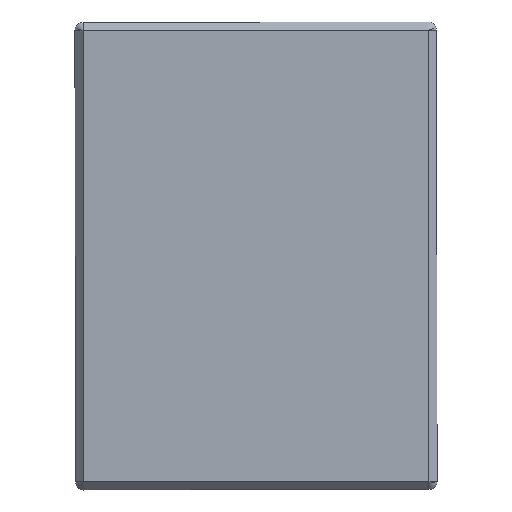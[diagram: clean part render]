
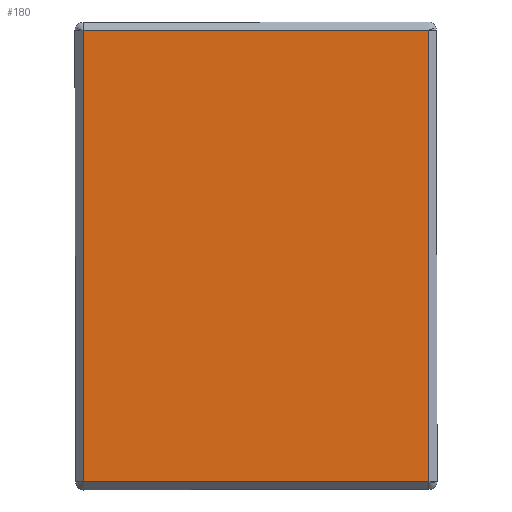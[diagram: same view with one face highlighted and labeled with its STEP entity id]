
A CAD part, top view. The second image highlights one B-rep face of the part: STEP entity #180.
In plain terms, the highlighted planar face has unit normal (0, 0, 1).
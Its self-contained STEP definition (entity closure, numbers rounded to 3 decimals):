
#21 = AXIS2_PLACEMENT_3D ( 'NONE', #719, #270, #284 ) ;
#23 = ORIENTED_EDGE ( 'NONE', *, *, #1212, .F. ) ;
#60 = CARTESIAN_POINT ( 'NONE',  ( -10.632, 13.862, 78.408 ) ) ;
#101 = DIRECTION ( 'NONE',  ( 1., 0.001, 0. ) ) ;
#106 = LINE ( 'NONE', #1255, #1069 ) ;
#110 = ORIENTED_EDGE ( 'NONE', *, *, #1046, .F. ) ;
#180 = ADVANCED_FACE ( 'NONE', ( #856 ), #404, .F. ) ;
#207 = DIRECTION ( 'NONE',  ( 0.001, -1., 0. ) ) ;
#270 = DIRECTION ( 'NONE',  ( 0., 0., -1. ) ) ;
#284 = DIRECTION ( 'NONE',  ( -1., 0., 0. ) ) ;
#311 = VECTOR ( 'NONE', #793, 1000. ) ;
#325 = EDGE_CURVE ( 'NONE', #684, #1251, #1109, .T. ) ;
#334 = CARTESIAN_POINT ( 'NONE',  ( 10.662, -13.883, 78.408 ) ) ;
#341 = CARTESIAN_POINT ( 'NONE',  ( -10.593, -13.913, 78.408 ) ) ;
#346 = CARTESIAN_POINT ( 'NONE',  ( -10.593, -13.913, 78.408 ) ) ;
#367 = VERTEX_POINT ( 'NONE', #346 ) ;
#404 = PLANE ( 'NONE',  #21 ) ;
#434 = CARTESIAN_POINT ( 'NONE',  ( 10.623, 13.892, 78.408 ) ) ;
#630 = VERTEX_POINT ( 'NONE', #60 ) ;
#677 = EDGE_LOOP ( 'NONE', ( #110, #1057, #23, #1137 ) ) ;
#684 = VERTEX_POINT ( 'NONE', #1198 ) ;
#719 = CARTESIAN_POINT ( 'NONE',  ( 1.115, 0.305, 78.408 ) ) ;
#742 = DIRECTION ( 'NONE',  ( -1., -0.001, 0. ) ) ;
#793 = DIRECTION ( 'NONE',  ( -0.001, 1., 0. ) ) ;
#856 = FACE_OUTER_BOUND ( 'NONE', #677, .T. ) ;
#881 = LINE ( 'NONE', #1417, #1440 ) ;
#997 = VECTOR ( 'NONE', #207, 1000. ) ;
#1046 = EDGE_CURVE ( 'NONE', #1251, #367, #881, .T. ) ;
#1057 = ORIENTED_EDGE ( 'NONE', *, *, #325, .F. ) ;
#1069 = VECTOR ( 'NONE', #101, 1000. ) ;
#1109 = LINE ( 'NONE', #434, #997 ) ;
#1137 = ORIENTED_EDGE ( 'NONE', *, *, #1272, .F. ) ;
#1198 = CARTESIAN_POINT ( 'NONE',  ( 10.623, 13.892, 78.408 ) ) ;
#1212 = EDGE_CURVE ( 'NONE', #630, #684, #106, .T. ) ;
#1251 = VERTEX_POINT ( 'NONE', #334 ) ;
#1255 = CARTESIAN_POINT ( 'NONE',  ( -10.632, 13.862, 78.408 ) ) ;
#1272 = EDGE_CURVE ( 'NONE', #367, #630, #1355, .T. ) ;
#1355 = LINE ( 'NONE', #341, #311 ) ;
#1417 = CARTESIAN_POINT ( 'NONE',  ( 10.662, -13.883, 78.408 ) ) ;
#1440 = VECTOR ( 'NONE', #742, 1000. ) ;
